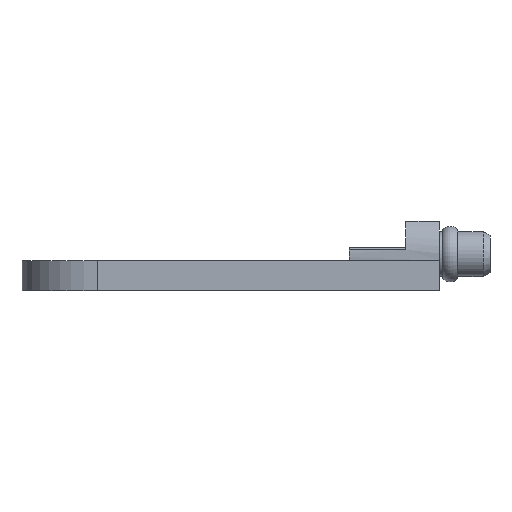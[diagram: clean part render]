
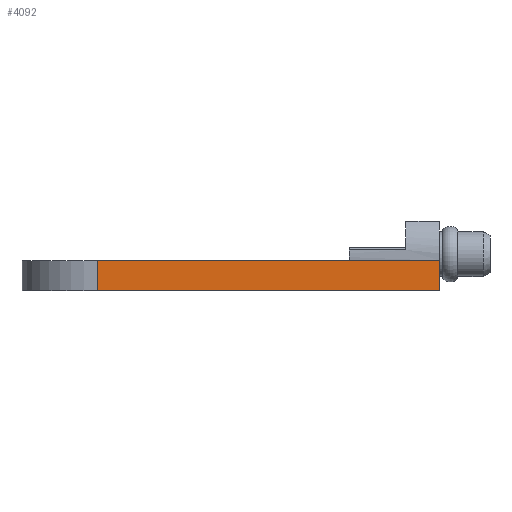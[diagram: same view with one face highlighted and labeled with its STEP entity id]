
A CAD part, left-side view. The second image highlights one B-rep face of the part: STEP entity #4092.
In plain terms, the highlighted planar face has unit normal (-1, 0, 0).
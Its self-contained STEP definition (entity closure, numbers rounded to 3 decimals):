
#3415 = PLANE('',#3416);
#3416 = AXIS2_PLACEMENT_3D('',#3417,#3418,#3419);
#3417 = CARTESIAN_POINT('',(10.634,10.489,1.6));
#3418 = DIRECTION('',(0.,0.,1.));
#3419 = DIRECTION('',(1.,0.,-0.));
#3469 = PLANE('',#3470);
#3470 = AXIS2_PLACEMENT_3D('',#3471,#3472,#3473);
#3471 = CARTESIAN_POINT('',(10.634,10.489,0.));
#3472 = DIRECTION('',(0.,0.,1.));
#3473 = DIRECTION('',(1.,0.,-0.));
#3982 = CYLINDRICAL_SURFACE('',#3983,4.);
#3983 = AXIS2_PLACEMENT_3D('',#3984,#3985,#3986);
#3984 = CARTESIAN_POINT('',(-5.1,18.2,0.));
#3985 = DIRECTION('',(-0.,-0.,-1.));
#3986 = DIRECTION('',(1.,0.,-0.));
#4020 = VERTEX_POINT('',#4021);
#4021 = CARTESIAN_POINT('',(-9.1,18.2,1.6));
#4043 = EDGE_CURVE('',#4044,#4020,#4046,.T.);
#4044 = VERTEX_POINT('',#4045);
#4045 = CARTESIAN_POINT('',(-9.1,18.2,0.));
#4046 = SURFACE_CURVE('',#4047,(#4051,#4058),.PCURVE_S1.);
#4047 = LINE('',#4048,#4049);
#4048 = CARTESIAN_POINT('',(-9.1,18.2,0.));
#4049 = VECTOR('',#4050,1.);
#4050 = DIRECTION('',(0.,0.,1.));
#4051 = PCURVE('',#3982,#4052);
#4052 = DEFINITIONAL_REPRESENTATION('',(#4053),#4057);
#4053 = LINE('',#4054,#4055);
#4054 = CARTESIAN_POINT('',(-3.142,0.));
#4055 = VECTOR('',#4056,1.);
#4056 = DIRECTION('',(-0.,-1.));
#4057 = ( GEOMETRIC_REPRESENTATION_CONTEXT(2) 
PARAMETRIC_REPRESENTATION_CONTEXT() REPRESENTATION_CONTEXT('2D SPACE',''
  ) );
#4058 = PCURVE('',#4059,#4064);
#4059 = PLANE('',#4060);
#4060 = AXIS2_PLACEMENT_3D('',#4061,#4062,#4063);
#4061 = CARTESIAN_POINT('',(-9.1,18.2,0.));
#4062 = DIRECTION('',(1.,0.,-0.));
#4063 = DIRECTION('',(0.,-1.,0.));
#4064 = DEFINITIONAL_REPRESENTATION('',(#4065),#4069);
#4065 = LINE('',#4066,#4067);
#4066 = CARTESIAN_POINT('',(0.,0.));
#4067 = VECTOR('',#4068,1.);
#4068 = DIRECTION('',(0.,-1.));
#4069 = ( GEOMETRIC_REPRESENTATION_CONTEXT(2) 
PARAMETRIC_REPRESENTATION_CONTEXT() REPRESENTATION_CONTEXT('2D SPACE',''
  ) );
#4092 = ADVANCED_FACE('',(#4093),#4059,.F.);
#4093 = FACE_BOUND('',#4094,.F.);
#4094 = EDGE_LOOP('',(#4095,#4096,#4119,#4147));
#4095 = ORIENTED_EDGE('',*,*,#4043,.T.);
#4096 = ORIENTED_EDGE('',*,*,#4097,.T.);
#4097 = EDGE_CURVE('',#4020,#4098,#4100,.T.);
#4098 = VERTEX_POINT('',#4099);
#4099 = CARTESIAN_POINT('',(-9.1,-0.05,1.6));
#4100 = SURFACE_CURVE('',#4101,(#4105,#4112),.PCURVE_S1.);
#4101 = LINE('',#4102,#4103);
#4102 = CARTESIAN_POINT('',(-9.1,18.2,1.6));
#4103 = VECTOR('',#4104,1.);
#4104 = DIRECTION('',(0.,-1.,0.));
#4105 = PCURVE('',#4059,#4106);
#4106 = DEFINITIONAL_REPRESENTATION('',(#4107),#4111);
#4107 = LINE('',#4108,#4109);
#4108 = CARTESIAN_POINT('',(0.,-1.6));
#4109 = VECTOR('',#4110,1.);
#4110 = DIRECTION('',(1.,0.));
#4111 = ( GEOMETRIC_REPRESENTATION_CONTEXT(2) 
PARAMETRIC_REPRESENTATION_CONTEXT() REPRESENTATION_CONTEXT('2D SPACE',''
  ) );
#4112 = PCURVE('',#3415,#4113);
#4113 = DEFINITIONAL_REPRESENTATION('',(#4114),#4118);
#4114 = LINE('',#4115,#4116);
#4115 = CARTESIAN_POINT('',(-19.734,7.711));
#4116 = VECTOR('',#4117,1.);
#4117 = DIRECTION('',(0.,-1.));
#4118 = ( GEOMETRIC_REPRESENTATION_CONTEXT(2) 
PARAMETRIC_REPRESENTATION_CONTEXT() REPRESENTATION_CONTEXT('2D SPACE',''
  ) );
#4119 = ORIENTED_EDGE('',*,*,#4120,.F.);
#4120 = EDGE_CURVE('',#4121,#4098,#4123,.T.);
#4121 = VERTEX_POINT('',#4122);
#4122 = CARTESIAN_POINT('',(-9.1,-0.05,0.));
#4123 = SURFACE_CURVE('',#4124,(#4128,#4135),.PCURVE_S1.);
#4124 = LINE('',#4125,#4126);
#4125 = CARTESIAN_POINT('',(-9.1,-0.05,0.));
#4126 = VECTOR('',#4127,1.);
#4127 = DIRECTION('',(0.,0.,1.));
#4128 = PCURVE('',#4059,#4129);
#4129 = DEFINITIONAL_REPRESENTATION('',(#4130),#4134);
#4130 = LINE('',#4131,#4132);
#4131 = CARTESIAN_POINT('',(18.25,0.));
#4132 = VECTOR('',#4133,1.);
#4133 = DIRECTION('',(0.,-1.));
#4134 = ( GEOMETRIC_REPRESENTATION_CONTEXT(2) 
PARAMETRIC_REPRESENTATION_CONTEXT() REPRESENTATION_CONTEXT('2D SPACE',''
  ) );
#4135 = PCURVE('',#4136,#4141);
#4136 = PLANE('',#4137);
#4137 = AXIS2_PLACEMENT_3D('',#4138,#4139,#4140);
#4138 = CARTESIAN_POINT('',(-9.1,-0.05,0.));
#4139 = DIRECTION('',(0.,1.,0.));
#4140 = DIRECTION('',(1.,0.,0.));
#4141 = DEFINITIONAL_REPRESENTATION('',(#4142),#4146);
#4142 = LINE('',#4143,#4144);
#4143 = CARTESIAN_POINT('',(0.,0.));
#4144 = VECTOR('',#4145,1.);
#4145 = DIRECTION('',(0.,-1.));
#4146 = ( GEOMETRIC_REPRESENTATION_CONTEXT(2) 
PARAMETRIC_REPRESENTATION_CONTEXT() REPRESENTATION_CONTEXT('2D SPACE',''
  ) );
#4147 = ORIENTED_EDGE('',*,*,#4148,.F.);
#4148 = EDGE_CURVE('',#4044,#4121,#4149,.T.);
#4149 = SURFACE_CURVE('',#4150,(#4154,#4161),.PCURVE_S1.);
#4150 = LINE('',#4151,#4152);
#4151 = CARTESIAN_POINT('',(-9.1,18.2,0.));
#4152 = VECTOR('',#4153,1.);
#4153 = DIRECTION('',(0.,-1.,0.));
#4154 = PCURVE('',#4059,#4155);
#4155 = DEFINITIONAL_REPRESENTATION('',(#4156),#4160);
#4156 = LINE('',#4157,#4158);
#4157 = CARTESIAN_POINT('',(0.,0.));
#4158 = VECTOR('',#4159,1.);
#4159 = DIRECTION('',(1.,0.));
#4160 = ( GEOMETRIC_REPRESENTATION_CONTEXT(2) 
PARAMETRIC_REPRESENTATION_CONTEXT() REPRESENTATION_CONTEXT('2D SPACE',''
  ) );
#4161 = PCURVE('',#3469,#4162);
#4162 = DEFINITIONAL_REPRESENTATION('',(#4163),#4167);
#4163 = LINE('',#4164,#4165);
#4164 = CARTESIAN_POINT('',(-19.734,7.711));
#4165 = VECTOR('',#4166,1.);
#4166 = DIRECTION('',(0.,-1.));
#4167 = ( GEOMETRIC_REPRESENTATION_CONTEXT(2) 
PARAMETRIC_REPRESENTATION_CONTEXT() REPRESENTATION_CONTEXT('2D SPACE',''
  ) );
